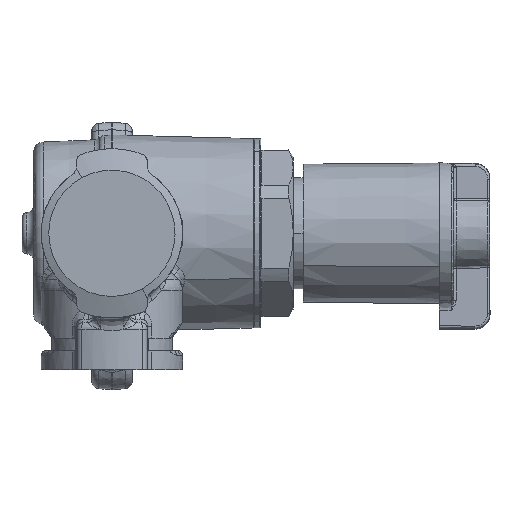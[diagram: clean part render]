
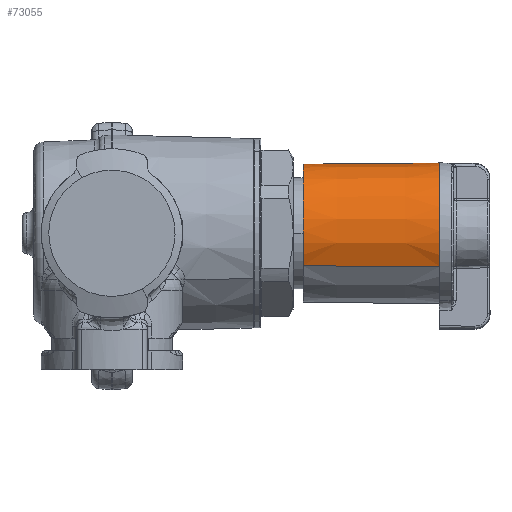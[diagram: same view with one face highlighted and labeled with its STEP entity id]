
A CAD part, front view. The second image highlights one B-rep face of the part: STEP entity #73055.
In plain terms, the highlighted conical face has half-angle 0.5 degrees and reference radius 13.668 mm.
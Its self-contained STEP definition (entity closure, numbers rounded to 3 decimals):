
#70052=CARTESIAN_POINT('Vertex',(60.077,-56.926,49.45)) ;
#70054=CARTESIAN_POINT('Vertex',(60.077,-81.074,36.55)) ;
#70057=CARTESIAN_POINT('Axis2P3D Location',(60.077,-69.,43.)) ;
#73018=CARTESIAN_POINT('Vertex',(87.077,-81.282,36.439)) ;
#73020=CARTESIAN_POINT('Vertex',(87.077,-56.718,49.561)) ;
#73023=CARTESIAN_POINT('Axis2P3D Location',(87.077,-69.,43.)) ;
#73034=CARTESIAN_POINT('Axis2P3D Location',(57.577,-69.,43.)) ;
#73039=CARTESIAN_POINT('Line Origine',(72.327,-81.169,36.499)) ;
#73044=CARTESIAN_POINT('Line Origine',(72.327,-56.831,49.501)) ;
#73041=VECTOR('Line Direction',#73040,1.) ;
#73046=VECTOR('Line Direction',#73045,1.) ;
#70058=DIRECTION('Axis2P3D Direction',(-1.,0.,0.)) ;
#73024=DIRECTION('Axis2P3D Direction',(1.,0.,0.)) ;
#73035=DIRECTION('Axis2P3D Direction',(1.,0.,0.)) ;
#73036=DIRECTION('Axis2P3D XDirection',(0.,0.882,0.471)) ;
#73040=DIRECTION('Vector Direction',(1.,-0.008,-0.004)) ;
#73045=DIRECTION('Vector Direction',(1.,0.008,0.004)) ;
#70059=AXIS2_PLACEMENT_3D('Circle Axis2P3D',#70057,#70058,$) ;
#73025=AXIS2_PLACEMENT_3D('Circle Axis2P3D',#73023,#73024,$) ;
#73037=AXIS2_PLACEMENT_3D('Cone Axis2P3D',#73034,#73035,#73036) ;
#73042=LINE('Line',#73039,#73041) ;
#73047=LINE('Line',#73044,#73046) ;
#70060=CIRCLE('generated circle',#70059,13.689) ;
#73026=CIRCLE('generated circle',#73025,13.925) ;
#73038=CONICAL_SURFACE('Cone',#73037,13.668,0.009) ;
#70061=EDGE_CURVE('',#70055,#70053,#70060,.T.) ;
#73027=EDGE_CURVE('',#73021,#73019,#73026,.T.) ;
#73043=EDGE_CURVE('',#73019,#70055,#73042,.F.) ;
#73048=EDGE_CURVE('',#73021,#70053,#73047,.F.) ;
#73050=ORIENTED_EDGE('',*,*,#73043,.F.) ;
#73051=ORIENTED_EDGE('',*,*,#73027,.F.) ;
#73052=ORIENTED_EDGE('',*,*,#73048,.T.) ;
#73053=ORIENTED_EDGE('',*,*,#70061,.F.) ;
#73049=EDGE_LOOP('',(#73050,#73051,#73052,#73053)) ;
#70053=VERTEX_POINT('',#70052) ;
#70055=VERTEX_POINT('',#70054) ;
#73019=VERTEX_POINT('',#73018) ;
#73021=VERTEX_POINT('',#73020) ;
#73055=ADVANCED_FACE('PartBody',(#73054),#73038,.T.) ;
#73054=FACE_OUTER_BOUND('',#73049,.T.) ;
